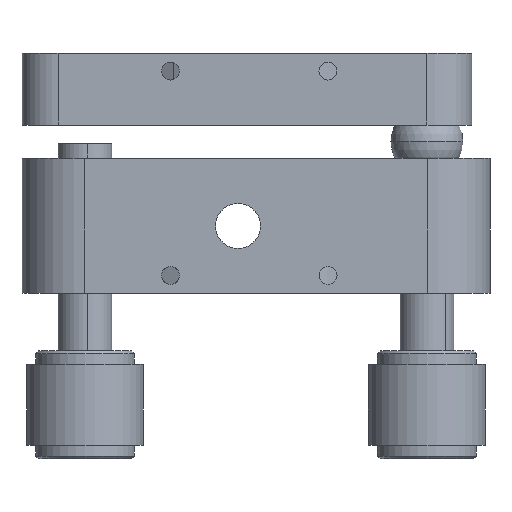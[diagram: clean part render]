
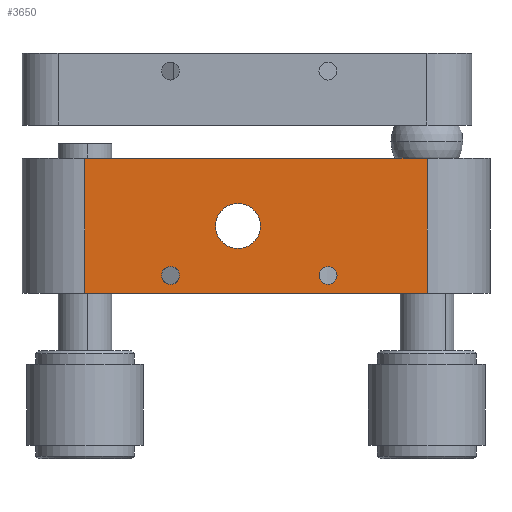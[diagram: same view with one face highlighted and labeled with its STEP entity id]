
A CAD part, front view. The second image highlights one B-rep face of the part: STEP entity #3650.
In plain terms, the highlighted planar face has unit normal (0, -1, 0).
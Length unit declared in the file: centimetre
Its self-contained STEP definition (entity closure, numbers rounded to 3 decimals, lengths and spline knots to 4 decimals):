
#900 = CARTESIAN_POINT ( 'NONE',  ( 0.3233, -2.6574, -0.55 ) ) ;
#907 = DIRECTION ( 'NONE',  ( 0., -1., 0. ) ) ;
#908 = DIRECTION ( 'NONE',  ( 0., 0., -1. ) ) ;
#1198 = PLANE ( 'NONE',  #6856 ) ;
#1199 = CARTESIAN_POINT ( 'NONE',  ( -0.2137, -2.6574, 0.75 ) ) ;
#1200 = DIRECTION ( 'NONE',  ( 0., 1., 0. ) ) ;
#1201 = DIRECTION ( 'NONE',  ( -1., 0., 0. ) ) ;
#1656 = CARTESIAN_POINT ( 'NONE',  ( 0.3233, -2.6574, -0.45 ) ) ;
#1683 = CARTESIAN_POINT ( 'NONE',  ( 1.4233, -2.6574, -0.75 ) ) ;
#1684 = CARTESIAN_POINT ( 'NONE',  ( 1.4233, -2.6574, 0.75 ) ) ;
#1735 = CARTESIAN_POINT ( 'NONE',  ( 0.3233, -2.6574, -0.65 ) ) ;
#1763 = CARTESIAN_POINT ( 'NONE',  ( -0.6767, -2.6574, -0.25 ) ) ;
#1807 = CARTESIAN_POINT ( 'NONE',  ( -2.3767, -2.6574, 0.75 ) ) ;
#1822 = CARTESIAN_POINT ( 'NONE',  ( -2.3767, -2.6574, -0.75 ) ) ;
#1823 = CARTESIAN_POINT ( 'NONE',  ( -1.4267, -2.6574, -0.65 ) ) ;
#1932 = ORIENTED_EDGE ( 'NONE', *, *, #2664, .F. ) ;
#1933 = ORIENTED_EDGE ( 'NONE', *, *, #3506, .T. ) ;
#2120 = EDGE_CURVE ( 'NONE', #4229, #4049, #4637, .T. ) ;
#2128 = EDGE_CURVE ( 'NONE', #4123, #3987, #3749, .T. ) ;
#2131 = EDGE_CURVE ( 'NONE', #4260, #2723, #3748, .T. ) ;
#2176 = EDGE_CURVE ( 'NONE', #4258, #4048, #4805, .T. ) ;
#2428 = AXIS2_PLACEMENT_3D ( 'NONE', #4666, #4670, #4671 ) ;
#2431 = AXIS2_PLACEMENT_3D ( 'NONE', #4651, #4661, #4662 ) ;
#2499 = VECTOR ( 'NONE', #4807, 100. ) ;
#2594 = VECTOR ( 'NONE', #4639, 100. ) ;
#2664 = EDGE_CURVE ( 'NONE', #4049, #4048, #5705, .T. ) ;
#2715 = EDGE_CURVE ( 'NONE', #2725, #4152, #3904, .T. ) ;
#2723 = VERTEX_POINT ( 'NONE', #5910 ) ;
#2725 = VERTEX_POINT ( 'NONE', #5912 ) ;
#2780 = EDGE_LOOP ( 'NONE', ( #6083, #6082 ) ) ;
#2816 = EDGE_LOOP ( 'NONE', ( #6078, #6077 ) ) ;
#2825 = EDGE_LOOP ( 'NONE', ( #6084, #1932, #6090, #1933 ) ) ;
#2840 = EDGE_LOOP ( 'NONE', ( #6091, #6088 ) ) ;
#3372 = CIRCLE ( 'NONE', #5214, 0.25 ) ;
#3385 = EDGE_CURVE ( 'NONE', #2723, #4260, #3902, .T. ) ;
#3506 = EDGE_CURVE ( 'NONE', #4229, #4258, #6584, .T. ) ;
#3519 = EDGE_CURVE ( 'NONE', #4152, #2725, #3372, .T. ) ;
#3566 = EDGE_CURVE ( 'NONE', #3987, #4123, #3821, .T. ) ;
#3650 = ADVANCED_FACE ( 'NONE', ( #6967, #6854, #6852, #6759 ), #1198, .F. ) ;
#3748 = CIRCLE ( 'NONE', #2428, 0.1 ) ;
#3749 = CIRCLE ( 'NONE', #2431, 0.1 ) ;
#3821 = CIRCLE ( 'NONE', #6709, 0.1 ) ;
#3902 = CIRCLE ( 'NONE', #5107, 0.1 ) ;
#3904 = CIRCLE ( 'NONE', #5013, 0.25 ) ;
#3987 = VERTEX_POINT ( 'NONE', #1656 ) ;
#4048 = VERTEX_POINT ( 'NONE', #1683 ) ;
#4049 = VERTEX_POINT ( 'NONE', #1684 ) ;
#4123 = VERTEX_POINT ( 'NONE', #1735 ) ;
#4152 = VERTEX_POINT ( 'NONE', #1763 ) ;
#4229 = VERTEX_POINT ( 'NONE', #1807 ) ;
#4258 = VERTEX_POINT ( 'NONE', #1822 ) ;
#4260 = VERTEX_POINT ( 'NONE', #1823 ) ;
#4637 = LINE ( 'NONE', #4638, #2594 ) ;
#4638 = CARTESIAN_POINT ( 'NONE',  ( -0.2137, -2.6574, 0.75 ) ) ;
#4639 = DIRECTION ( 'NONE',  ( 1., 0., 0. ) ) ;
#4651 = CARTESIAN_POINT ( 'NONE',  ( 0.3233, -2.6574, -0.55 ) ) ;
#4661 = DIRECTION ( 'NONE',  ( 0., -1., 0. ) ) ;
#4662 = DIRECTION ( 'NONE',  ( 0., 0., -1. ) ) ;
#4666 = CARTESIAN_POINT ( 'NONE',  ( -1.4267, -2.6574, -0.55 ) ) ;
#4670 = DIRECTION ( 'NONE',  ( 0., -1., 0. ) ) ;
#4671 = DIRECTION ( 'NONE',  ( 0., 0., -1. ) ) ;
#4805 = LINE ( 'NONE', #4806, #2499 ) ;
#4806 = CARTESIAN_POINT ( 'NONE',  ( -0.2137, -2.6574, -0.75 ) ) ;
#4807 = DIRECTION ( 'NONE',  ( 1., 0., 0. ) ) ;
#5013 = AXIS2_PLACEMENT_3D ( 'NONE', #5895, #5896, #5897 ) ;
#5102 = VECTOR ( 'NONE', #5707, 100. ) ;
#5107 = AXIS2_PLACEMENT_3D ( 'NONE', #6186, #6187, #6188 ) ;
#5214 = AXIS2_PLACEMENT_3D ( 'NONE', #6617, #6618, #6619 ) ;
#5216 = VECTOR ( 'NONE', #6586, 100. ) ;
#5705 = LINE ( 'NONE', #5706, #5102 ) ;
#5706 = CARTESIAN_POINT ( 'NONE',  ( 1.4233, -2.6574, 0.75 ) ) ;
#5707 = DIRECTION ( 'NONE',  ( 0., 0., -1. ) ) ;
#5895 = CARTESIAN_POINT ( 'NONE',  ( -0.6767, -2.6574, 0. ) ) ;
#5896 = DIRECTION ( 'NONE',  ( 0., 1., 0. ) ) ;
#5897 = DIRECTION ( 'NONE',  ( -1., 0., 0. ) ) ;
#5910 = CARTESIAN_POINT ( 'NONE',  ( -1.4267, -2.6574, -0.45 ) ) ;
#5912 = CARTESIAN_POINT ( 'NONE',  ( -0.6767, -2.6574, 0.25 ) ) ;
#6077 = ORIENTED_EDGE ( 'NONE', *, *, #3385, .F. ) ;
#6078 = ORIENTED_EDGE ( 'NONE', *, *, #2131, .F. ) ;
#6082 = ORIENTED_EDGE ( 'NONE', *, *, #3519, .T. ) ;
#6083 = ORIENTED_EDGE ( 'NONE', *, *, #2715, .T. ) ;
#6084 = ORIENTED_EDGE ( 'NONE', *, *, #2176, .T. ) ;
#6088 = ORIENTED_EDGE ( 'NONE', *, *, #3566, .F. ) ;
#6090 = ORIENTED_EDGE ( 'NONE', *, *, #2120, .F. ) ;
#6091 = ORIENTED_EDGE ( 'NONE', *, *, #2128, .F. ) ;
#6186 = CARTESIAN_POINT ( 'NONE',  ( -1.4267, -2.6574, -0.55 ) ) ;
#6187 = DIRECTION ( 'NONE',  ( 0., -1., 0. ) ) ;
#6188 = DIRECTION ( 'NONE',  ( 0., 0., -1. ) ) ;
#6584 = LINE ( 'NONE', #6585, #5216 ) ;
#6585 = CARTESIAN_POINT ( 'NONE',  ( -2.3767, -2.6574, 0.75 ) ) ;
#6586 = DIRECTION ( 'NONE',  ( 0., 0., -1. ) ) ;
#6617 = CARTESIAN_POINT ( 'NONE',  ( -0.6767, -2.6574, 0. ) ) ;
#6618 = DIRECTION ( 'NONE',  ( 0., 1., 0. ) ) ;
#6619 = DIRECTION ( 'NONE',  ( -1., 0., 0. ) ) ;
#6709 = AXIS2_PLACEMENT_3D ( 'NONE', #900, #907, #908 ) ;
#6759 = FACE_OUTER_BOUND ( 'NONE', #2825, .T. ) ;
#6852 = FACE_BOUND ( 'NONE', #2840, .T. ) ;
#6854 = FACE_BOUND ( 'NONE', #2816, .T. ) ;
#6856 = AXIS2_PLACEMENT_3D ( 'NONE', #1199, #1200, #1201 ) ;
#6967 = FACE_BOUND ( 'NONE', #2780, .T. ) ;
